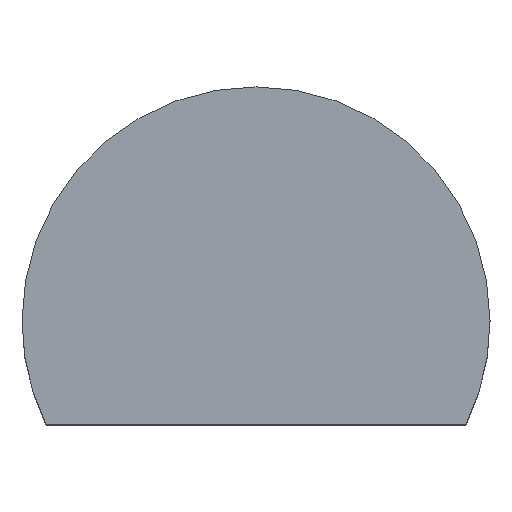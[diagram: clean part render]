
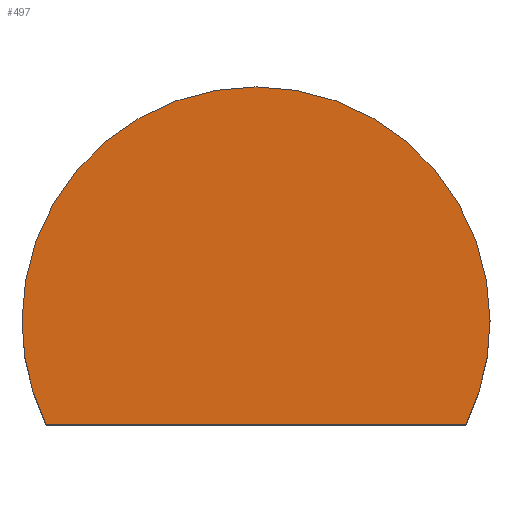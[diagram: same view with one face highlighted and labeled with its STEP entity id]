
A CAD part, top view. The second image highlights one B-rep face of the part: STEP entity #497.
In plain terms, the highlighted planar face has unit normal (0, 0, 1).
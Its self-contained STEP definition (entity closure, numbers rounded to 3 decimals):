
#12 = DIRECTION ( 'NONE',  ( 1., 0., 0. ) ) ;
#54 = DIRECTION ( 'NONE',  ( 0., 0., -1. ) ) ;
#77 = EDGE_CURVE ( 'NONE', #1385, #301, #1402, .T. ) ;
#79 = CARTESIAN_POINT ( 'NONE',  ( -1.111, 1.285, 5.33 ) ) ;
#106 = VECTOR ( 'NONE', #12, 1000. ) ;
#224 = VERTEX_POINT ( 'NONE', #698 ) ;
#243 = EDGE_CURVE ( 'NONE', #301, #224, #415, .T. ) ;
#250 = CIRCLE ( 'NONE', #1317, 2.905 ) ;
#286 = PLANE ( 'NONE',  #1554 ) ;
#291 = FACE_OUTER_BOUND ( 'NONE', #1261, .T. ) ;
#301 = VERTEX_POINT ( 'NONE', #499 ) ;
#305 = DIRECTION ( 'NONE',  ( -1., 0., 0. ) ) ;
#307 = CARTESIAN_POINT ( 'NONE',  ( -1.111, 1.285, 5.33 ) ) ;
#315 = AXIS2_PLACEMENT_3D ( 'NONE', #1411, #531, #1236 ) ;
#415 = LINE ( 'NONE', #986, #106 ) ;
#497 = ADVANCED_FACE ( 'NONE', ( #291 ), #286, .F. ) ;
#499 = CARTESIAN_POINT ( 'NONE',  ( -3.716, 0., 5.33 ) ) ;
#531 = DIRECTION ( 'NONE',  ( 0., 0., 1. ) ) ;
#557 = DIRECTION ( 'NONE',  ( 0., 0., 1. ) ) ;
#604 = ORIENTED_EDGE ( 'NONE', *, *, #77, .T. ) ;
#698 = CARTESIAN_POINT ( 'NONE',  ( 1.494, 0., 5.33 ) ) ;
#770 = CARTESIAN_POINT ( 'NONE',  ( -4.016, 1.285, 5.33 ) ) ;
#776 = EDGE_CURVE ( 'NONE', #802, #1385, #794, .T. ) ;
#794 = CIRCLE ( 'NONE', #315, 2.905 ) ;
#802 = VERTEX_POINT ( 'NONE', #1005 ) ;
#888 = CARTESIAN_POINT ( 'NONE',  ( -1.111, 1.285, 5.33 ) ) ;
#927 = ORIENTED_EDGE ( 'NONE', *, *, #1496, .T. ) ;
#986 = CARTESIAN_POINT ( 'NONE',  ( -3.716, 0., 5.33 ) ) ;
#1005 = CARTESIAN_POINT ( 'NONE',  ( 1.794, 1.285, 5.33 ) ) ;
#1135 = DIRECTION ( 'NONE',  ( -1., 0., 0. ) ) ;
#1165 = ORIENTED_EDGE ( 'NONE', *, *, #243, .T. ) ;
#1167 = ORIENTED_EDGE ( 'NONE', *, *, #776, .T. ) ;
#1236 = DIRECTION ( 'NONE',  ( -1., 0., 0. ) ) ;
#1261 = EDGE_LOOP ( 'NONE', ( #927, #1167, #604, #1165 ) ) ;
#1317 = AXIS2_PLACEMENT_3D ( 'NONE', #307, #1500, #305 ) ;
#1334 = AXIS2_PLACEMENT_3D ( 'NONE', #79, #557, #1420 ) ;
#1385 = VERTEX_POINT ( 'NONE', #770 ) ;
#1402 = CIRCLE ( 'NONE', #1334, 2.905 ) ;
#1411 = CARTESIAN_POINT ( 'NONE',  ( -1.111, 1.285, 5.33 ) ) ;
#1420 = DIRECTION ( 'NONE',  ( -1., 0., 0. ) ) ;
#1496 = EDGE_CURVE ( 'NONE', #224, #802, #250, .T. ) ;
#1500 = DIRECTION ( 'NONE',  ( 0., 0., 1. ) ) ;
#1554 = AXIS2_PLACEMENT_3D ( 'NONE', #888, #54, #1135 ) ;
